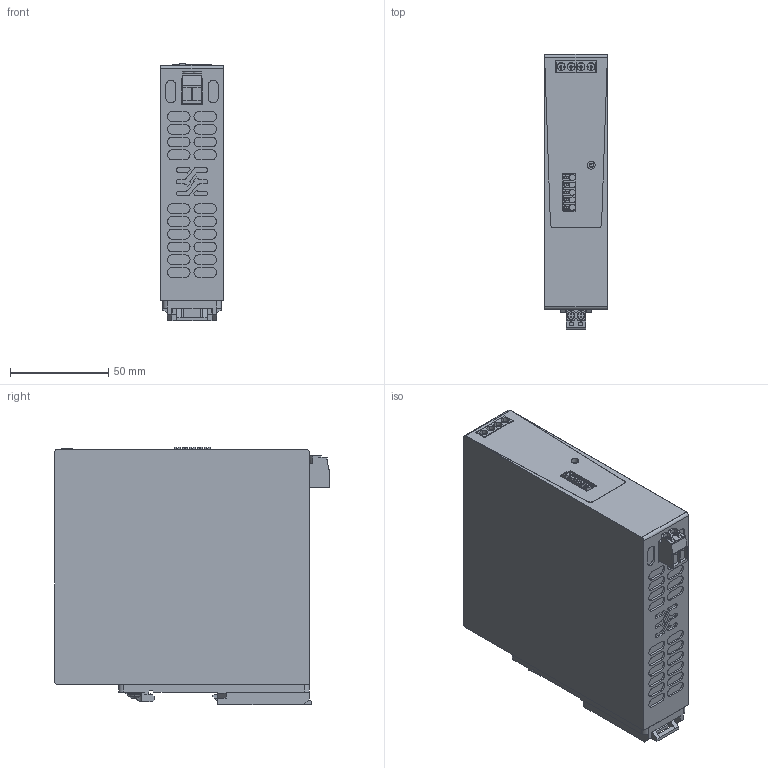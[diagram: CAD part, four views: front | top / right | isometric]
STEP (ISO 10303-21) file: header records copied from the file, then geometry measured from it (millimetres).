
FILE_DESCRIPTION(('CATIA V5 STEP Exchange','CAx-IF Rec.Pracs.--- Model Styling and Organization---1.4--- 2014-01-23'),'2;1');
FILE_NAME ('1424390-1_1', '2023-03-22T12:59:06+00:00', ('none'), ('Weidmueller'), 'CATIA Version 5-6 Release 2016 SP3 HF44', 'CATIA V5 STEP AP214', 'none');
FILE_SCHEMA(('AUTOMOTIVE_DESIGN { 1 0 10303 214 1 1 1 1 }'));
Length unit declared in the file: millimetre
Products named in the file (1): SD_PRO_DCDC_120W
Bounding box: 32 x 140.25 x 131.46 mm (x, y, z)
Volume: 516118.3 mm3; surface area: 76725.3 mm2
Topology: 22 solids, 22 shells, 1444 faces, 3925 edges, 2616 vertices
Faces by surface type: plane 1160, cylinder 266, sphere 12, torus 6
Entity records: 45263 total; most frequent: CARTESIAN_POINT 9656, ORIENTED_EDGE 7850, DIRECTION 6311, EDGE_CURVE 3925, VECTOR 3230, LINE 3230, VERTEX_POINT 2616, AXIS2_PLACEMENT_3D 1789
